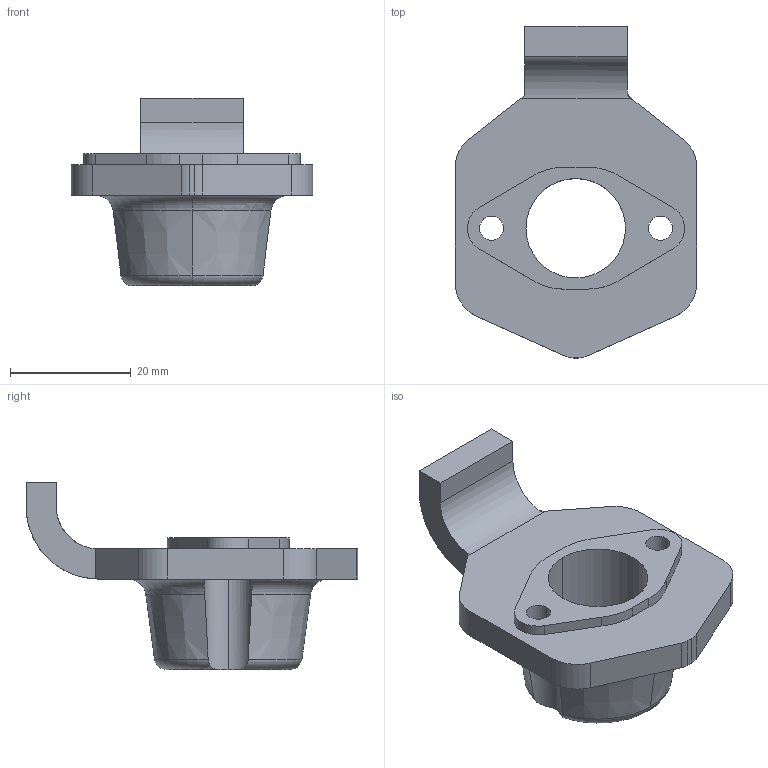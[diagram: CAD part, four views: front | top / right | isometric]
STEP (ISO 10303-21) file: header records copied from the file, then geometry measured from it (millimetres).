
FILE_DESCRIPTION(/* description */ ('VariCAD 2020-1.05 AP-214'),/* implementation_level */ '2;1');
FILE_NAME(/* name */ 'centreur ext Gauche.stp',/* time_stamp */ '2022-03-13T16:47:47+01:00',/* author */ (''),/* organization */ (''),/* preprocessor_version */ 'VariCAD 2020-1.05',/* originating_system */ 'VariCAD 2020-1.05; kernel version (20180118)',/* authorisation */ '');
FILE_SCHEMA(('AUTOMOTIVE_DESIGN'));
Length unit declared in the file: millimetre
Products named in the file (2): centreur ext Gauche
Assembly tree (1 placements, depth 2):
  centreur ext Gauche
    (unnamed)
Bounding box: 40 x 55 x 31 mm (x, y, z)
Volume: 12530.4 mm3; surface area: 6465 mm2
Topology: 1 solids, 1 shells, 65 faces, 173 edges, 110 vertices
Faces by surface type: cylinder 27, plane 22, cone 8, torus 8
Entity records: 2199 total; most frequent: CARTESIAN_POINT 492, DIRECTION 365, ORIENTED_EDGE 346, EDGE_CURVE 173, AXIS2_PLACEMENT_3D 143, VERTEX_POINT 110, LINE 79, VECTOR 79
